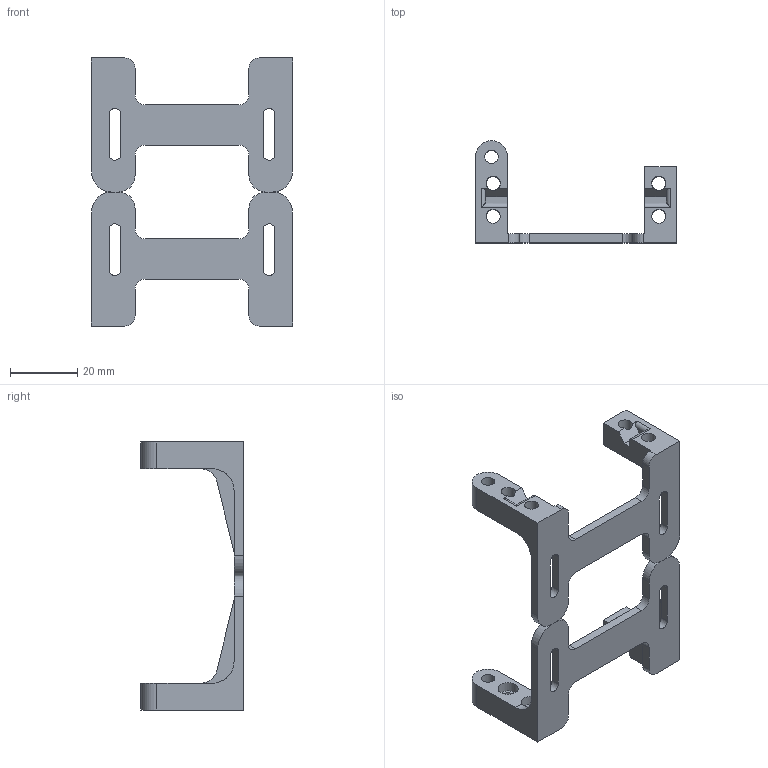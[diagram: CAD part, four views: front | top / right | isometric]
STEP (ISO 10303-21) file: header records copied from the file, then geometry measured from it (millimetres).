
FILE_DESCRIPTION(/* description */ (''),/* implementation_level */ '2;1');
FILE_NAME(/* name */ 'servo_mount v10.step',/* time_stamp */ '2020-12-14T21:05:42-08:00',/* author */ (''),/* organization */ (''),/* preprocessor_version */ 'ST-DEVELOPER v18.1',/* originating_system */ 'Autodesk Translation Framework v9.7.1.1290',/* authorisation */ '');
FILE_SCHEMA (('AUTOMOTIVE_DESIGN { 1 0 10303 214 3 1 1 }'));
Length unit declared in the file: millimetre
Products named in the file (3): servo_mount; Component1; Component2
Assembly tree (2 placements, depth 2):
  servo_mount
    Component1
    Component2
Bounding box: 60 x 30.48 x 80 mm (x, y, z)
Volume: 13100.7 mm3; surface area: 11478.4 mm2
Topology: 2 solids, 2 shells, 136 faces, 388 edges, 256 vertices
Faces by surface type: plane 76, cylinder 60
Full cylindrical faces by diameter (mm): 4 x2, 4.2 x8, 6 x8
Entity records: 4641 total; most frequent: CARTESIAN_POINT 837, DIRECTION 794, ORIENTED_EDGE 776, EDGE_CURVE 388, AXIS2_PLACEMENT_3D 269, LINE 256, VECTOR 256, VERTEX_POINT 256
